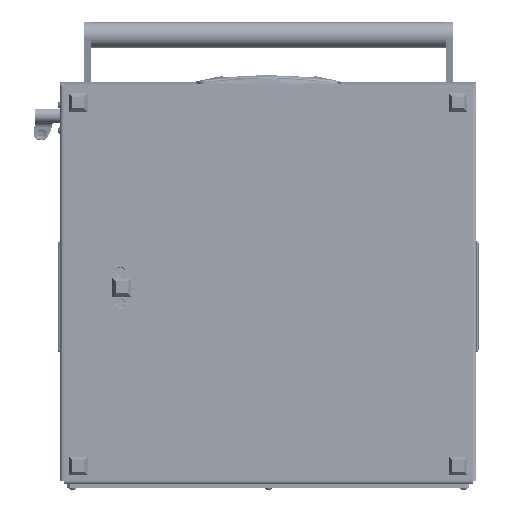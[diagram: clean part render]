
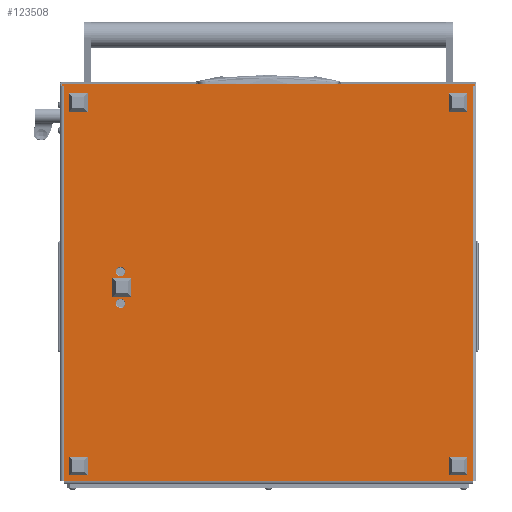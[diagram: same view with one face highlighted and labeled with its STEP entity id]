
A CAD part, front view. The second image highlights one B-rep face of the part: STEP entity #123508.
In plain terms, the highlighted face is planar.
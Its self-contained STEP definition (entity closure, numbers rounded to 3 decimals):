
#387 = VERTEX_POINT ( 'NONE', #60279 ) ;
#1798 = ORIENTED_EDGE ( 'NONE', *, *, #96418, .T. ) ;
#2044 = VECTOR ( 'NONE', #71719, 1000. ) ;
#6253 = DIRECTION ( 'NONE',  ( 0., -1., 0. ) ) ;
#6978 = CARTESIAN_POINT ( 'NONE',  ( 0., 452., 0. ) ) ;
#7046 = DIRECTION ( 'NONE',  ( -1., 0., 0. ) ) ;
#7118 = DIRECTION ( 'NONE',  ( -1., 0., 0. ) ) ;
#7566 = ORIENTED_EDGE ( 'NONE', *, *, #77119, .T. ) ;
#8428 = DIRECTION ( 'NONE',  ( -1., 0., 0. ) ) ;
#9691 = AXIS2_PLACEMENT_3D ( 'NONE', #101518, #90330, #66617 ) ;
#14584 = CARTESIAN_POINT ( 'NONE',  ( -2., -4., 0. ) ) ;
#15319 = LINE ( 'NONE', #14584, #2044 ) ;
#15671 = EDGE_CURVE ( 'NONE', #77638, #118661, #58447, .T. ) ;
#15715 = DIRECTION ( 'NONE',  ( -1., 0., 0. ) ) ;
#17376 = LINE ( 'NONE', #74501, #39484 ) ;
#17774 = LINE ( 'NONE', #121644, #108140 ) ;
#18239 = LINE ( 'NONE', #63533, #37371 ) ;
#19349 = EDGE_CURVE ( 'NONE', #118661, #77638, #58965, .T. ) ;
#19963 = DIRECTION ( 'NONE',  ( 0., 1., 0. ) ) ;
#20283 = PLANE ( 'NONE',  #44216 ) ;
#20343 = CARTESIAN_POINT ( 'NONE',  ( 199.8, 389., 0. ) ) ;
#21339 = ORIENTED_EDGE ( 'NONE', *, *, #40053, .T. ) ;
#24420 = VERTEX_POINT ( 'NONE', #124632 ) ;
#26781 = VECTOR ( 'NONE', #44207, 1000. ) ;
#30746 = EDGE_LOOP ( 'NONE', ( #84784, #142288 ) ) ;
#32509 = EDGE_LOOP ( 'NONE', ( #61285, #7566, #127484, #1798, #67266, #56108, #21339, #144858 ) ) ;
#33105 = VERTEX_POINT ( 'NONE', #84091 ) ;
#35649 = EDGE_CURVE ( 'NONE', #387, #76549, #78336, .T. ) ;
#37371 = VECTOR ( 'NONE', #108786, 1000. ) ;
#39472 = AXIS2_PLACEMENT_3D ( 'NONE', #134678, #108706, #7046 ) ;
#39484 = VECTOR ( 'NONE', #6253, 1000. ) ;
#40053 = EDGE_CURVE ( 'NONE', #71013, #76549, #17376, .T. ) ;
#40156 = EDGE_LOOP ( 'NONE', ( #83024, #62011 ) ) ;
#42234 = DIRECTION ( 'NONE',  ( -1., 0., 0. ) ) ;
#43420 = EDGE_CURVE ( 'NONE', #84887, #69028, #132937, .T. ) ;
#44207 = DIRECTION ( 'NONE',  ( 1., 0., 0. ) ) ;
#44216 = AXIS2_PLACEMENT_3D ( 'NONE', #6978, #52235, #8428 ) ;
#47423 = CARTESIAN_POINT ( 'NONE',  ( 210.2, 389., 0. ) ) ;
#51443 = AXIS2_PLACEMENT_3D ( 'NONE', #99396, #144736, #42234 ) ;
#52235 = DIRECTION ( 'NONE',  ( 0., 0., -1. ) ) ;
#52402 = EDGE_CURVE ( 'NONE', #71013, #56909, #75868, .T. ) ;
#56108 = ORIENTED_EDGE ( 'NONE', *, *, #52402, .F. ) ;
#56909 = VERTEX_POINT ( 'NONE', #58432 ) ;
#58432 = CARTESIAN_POINT ( 'NONE',  ( 0., 452., 0. ) ) ;
#58447 = CIRCLE ( 'NONE', #39472, 5.2 ) ;
#58613 = CARTESIAN_POINT ( 'NONE',  ( 436., 452., 0. ) ) ;
#58797 = CARTESIAN_POINT ( 'NONE',  ( 0., -2., 0. ) ) ;
#58840 = CARTESIAN_POINT ( 'NONE',  ( -2., 454., 0. ) ) ;
#58965 = CIRCLE ( 'NONE', #82671, 5.2 ) ;
#60279 = CARTESIAN_POINT ( 'NONE',  ( 0., 0., 0. ) ) ;
#61285 = ORIENTED_EDGE ( 'NONE', *, *, #145543, .F. ) ;
#62011 = ORIENTED_EDGE ( 'NONE', *, *, #95492, .F. ) ;
#62650 = FACE_BOUND ( 'NONE', #40156, .T. ) ;
#63533 = CARTESIAN_POINT ( 'NONE',  ( 0., 454., 0. ) ) ;
#66617 = DIRECTION ( 'NONE',  ( -1., 0., 0. ) ) ;
#66873 = EDGE_CURVE ( 'NONE', #56909, #24420, #17774, .T. ) ;
#67266 = ORIENTED_EDGE ( 'NONE', *, *, #66873, .F. ) ;
#69028 = VERTEX_POINT ( 'NONE', #123530 ) ;
#71013 = VERTEX_POINT ( 'NONE', #58613 ) ;
#71719 = DIRECTION ( 'NONE',  ( 0., 1., 0. ) ) ;
#72127 = VERTEX_POINT ( 'NONE', #58840 ) ;
#74501 = CARTESIAN_POINT ( 'NONE',  ( 436., 452., 0. ) ) ;
#75868 = LINE ( 'NONE', #87726, #87060 ) ;
#76549 = VERTEX_POINT ( 'NONE', #87372 ) ;
#76868 = CARTESIAN_POINT ( 'NONE',  ( 0., 0., 0. ) ) ;
#77119 = EDGE_CURVE ( 'NONE', #33105, #125726, #126296, .T. ) ;
#77638 = VERTEX_POINT ( 'NONE', #47423 ) ;
#78336 = LINE ( 'NONE', #76868, #26781 ) ;
#80273 = DIRECTION ( 'NONE',  ( 0., 1., 0. ) ) ;
#82671 = AXIS2_PLACEMENT_3D ( 'NONE', #108781, #129600, #7118 ) ;
#83024 = ORIENTED_EDGE ( 'NONE', *, *, #43420, .F. ) ;
#84091 = CARTESIAN_POINT ( 'NONE',  ( 0., -2., 0. ) ) ;
#84784 = ORIENTED_EDGE ( 'NONE', *, *, #19349, .F. ) ;
#84887 = VERTEX_POINT ( 'NONE', #118274 ) ;
#87014 = CIRCLE ( 'NONE', #51443, 5.2 ) ;
#87060 = VECTOR ( 'NONE', #130837, 1000. ) ;
#87372 = CARTESIAN_POINT ( 'NONE',  ( 436., 0., 0. ) ) ;
#87726 = CARTESIAN_POINT ( 'NONE',  ( 0., 452., 0. ) ) ;
#90330 = DIRECTION ( 'NONE',  ( 0., 0., -1. ) ) ;
#94847 = VECTOR ( 'NONE', #80273, 1000. ) ;
#95492 = EDGE_CURVE ( 'NONE', #69028, #84887, #87014, .T. ) ;
#96418 = EDGE_CURVE ( 'NONE', #72127, #24420, #18239, .T. ) ;
#99396 = CARTESIAN_POINT ( 'NONE',  ( 240., 389., 0. ) ) ;
#101518 = CARTESIAN_POINT ( 'NONE',  ( 240., 389., 0. ) ) ;
#108140 = VECTOR ( 'NONE', #19963, 1000. ) ;
#108706 = DIRECTION ( 'NONE',  ( 0., 0., -1. ) ) ;
#108781 = CARTESIAN_POINT ( 'NONE',  ( 205., 389., 0. ) ) ;
#108786 = DIRECTION ( 'NONE',  ( 1., 0., 0. ) ) ;
#109363 = FACE_OUTER_BOUND ( 'NONE', #32509, .T. ) ;
#118274 = CARTESIAN_POINT ( 'NONE',  ( 234.8, 389., 0. ) ) ;
#118661 = VERTEX_POINT ( 'NONE', #20343 ) ;
#121644 = CARTESIAN_POINT ( 'NONE',  ( 0., -4., 0. ) ) ;
#121970 = FACE_BOUND ( 'NONE', #30746, .T. ) ;
#123508 = ADVANCED_FACE ( 'NONE', ( #121970, #62650, #109363 ), #20283, .T. ) ;
#123530 = CARTESIAN_POINT ( 'NONE',  ( 245.2, 389., 0. ) ) ;
#123758 = CARTESIAN_POINT ( 'NONE',  ( -2., -2., 0. ) ) ;
#124632 = CARTESIAN_POINT ( 'NONE',  ( 0., 454., 0. ) ) ;
#125726 = VERTEX_POINT ( 'NONE', #123758 ) ;
#126277 = LINE ( 'NONE', #136728, #94847 ) ;
#126296 = LINE ( 'NONE', #58797, #132117 ) ;
#127484 = ORIENTED_EDGE ( 'NONE', *, *, #131911, .T. ) ;
#129600 = DIRECTION ( 'NONE',  ( 0., 0., -1. ) ) ;
#130837 = DIRECTION ( 'NONE',  ( -1., 0., 0. ) ) ;
#131911 = EDGE_CURVE ( 'NONE', #125726, #72127, #15319, .T. ) ;
#132117 = VECTOR ( 'NONE', #15715, 1000. ) ;
#132937 = CIRCLE ( 'NONE', #9691, 5.2 ) ;
#134678 = CARTESIAN_POINT ( 'NONE',  ( 205., 389., 0. ) ) ;
#136728 = CARTESIAN_POINT ( 'NONE',  ( 0., -4., 0. ) ) ;
#142288 = ORIENTED_EDGE ( 'NONE', *, *, #15671, .F. ) ;
#144736 = DIRECTION ( 'NONE',  ( 0., 0., -1. ) ) ;
#144858 = ORIENTED_EDGE ( 'NONE', *, *, #35649, .F. ) ;
#145543 = EDGE_CURVE ( 'NONE', #33105, #387, #126277, .T. ) ;
